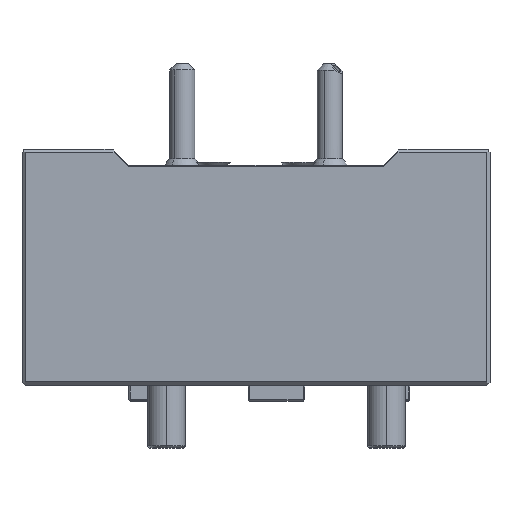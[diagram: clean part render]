
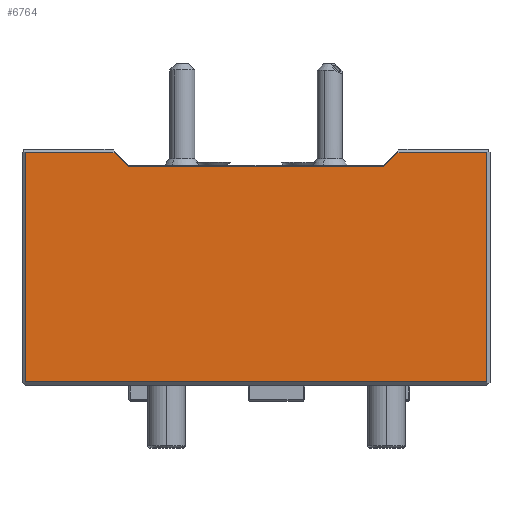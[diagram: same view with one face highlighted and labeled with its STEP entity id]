
A CAD part, top view. The second image highlights one B-rep face of the part: STEP entity #6764.
In plain terms, the highlighted planar face has unit normal (0, 0, 1).
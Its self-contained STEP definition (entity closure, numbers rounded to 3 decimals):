
#1303=DIRECTION('',(0.,-1.,0.));
#1304=VECTOR('',#1303,73.);
#1305=CARTESIAN_POINT('',(67.,74.,47.5));
#1306=LINE('',#1305,#1304);
#1307=DIRECTION('',(-1.,0.,0.));
#1308=VECTOR('',#1307,147.);
#1309=CARTESIAN_POINT('',(67.,1.,47.5));
#1310=LINE('',#1309,#1308);
#1311=DIRECTION('',(0.,-1.,0.));
#1312=VECTOR('',#1311,73.);
#1313=CARTESIAN_POINT('',(-80.,74.,47.5));
#1314=LINE('',#1313,#1312);
#1315=DIRECTION('',(1.,0.,0.));
#1316=VECTOR('',#1315,28.293);
#1317=CARTESIAN_POINT('',(-80.,74.,47.5));
#1318=LINE('',#1317,#1316);
#1319=DIRECTION('',(-0.707,0.707,0.));
#1320=VECTOR('',#1319,6.364);
#1321=CARTESIAN_POINT('',(-47.207,69.5,47.5));
#1322=LINE('',#1321,#1320);
#1323=DIRECTION('',(-1.,0.,0.));
#1324=VECTOR('',#1323,81.414);
#1325=CARTESIAN_POINT('',(34.207,69.5,47.5));
#1326=LINE('',#1325,#1324);
#1327=DIRECTION('',(-0.707,-0.707,0.));
#1328=VECTOR('',#1327,6.364);
#1329=CARTESIAN_POINT('',(38.707,74.,47.5));
#1330=LINE('',#1329,#1328);
#1331=DIRECTION('',(1.,0.,0.));
#1332=VECTOR('',#1331,28.293);
#1333=CARTESIAN_POINT('',(38.707,74.,47.5));
#1334=LINE('',#1333,#1332);
#4460=CARTESIAN_POINT('',(67.,74.,47.5));
#4462=VERTEX_POINT('',#4460);
#4556=CARTESIAN_POINT('',(-47.207,69.5,47.5));
#4558=VERTEX_POINT('',#4556);
#4559=CARTESIAN_POINT('',(67.,1.,47.5));
#4560=VERTEX_POINT('',#4559);
#4580=CARTESIAN_POINT('',(34.207,69.5,47.5));
#4582=VERTEX_POINT('',#4580);
#4587=CARTESIAN_POINT('',(-80.,74.,47.5));
#4588=VERTEX_POINT('',#4587);
#4589=CARTESIAN_POINT('',(-51.707,74.,47.5));
#4591=VERTEX_POINT('',#4589);
#4621=CARTESIAN_POINT('',(-80.,1.,47.5));
#4622=VERTEX_POINT('',#4621);
#4650=CARTESIAN_POINT('',(38.707,74.,47.5));
#4652=VERTEX_POINT('',#4650);
#6746=CARTESIAN_POINT('',(-81.,0.,47.5));
#6747=DIRECTION('',(0.,0.,1.));
#6748=DIRECTION('',(1.,0.,0.));
#6749=AXIS2_PLACEMENT_3D('',#6746,#6747,#6748);
#6750=PLANE('',#6749);
#6752=ORIENTED_EDGE('',*,*,#6751,.T.);
#6753=ORIENTED_EDGE('',*,*,#6733,.T.);
#6755=ORIENTED_EDGE('',*,*,#6754,.F.);
#6757=ORIENTED_EDGE('',*,*,#6756,.T.);
#6758=ORIENTED_EDGE('',*,*,#6060,.F.);
#6759=ORIENTED_EDGE('',*,*,#6078,.F.);
#6760=ORIENTED_EDGE('',*,*,#6142,.F.);
#6761=ORIENTED_EDGE('',*,*,#6160,.T.);
#6762=EDGE_LOOP('',(#6752,#6753,#6755,#6757,#6758,#6759,#6760,#6761));
#6763=FACE_OUTER_BOUND('',#6762,.F.);
#6060=EDGE_CURVE('',#4558,#4591,#1322,.T.);
#6078=EDGE_CURVE('',#4582,#4558,#1326,.T.);
#6142=EDGE_CURVE('',#4652,#4582,#1330,.T.);
#6160=EDGE_CURVE('',#4652,#4462,#1334,.T.);
#6733=EDGE_CURVE('',#4560,#4622,#1310,.T.);
#6751=EDGE_CURVE('',#4462,#4560,#1306,.T.);
#6754=EDGE_CURVE('',#4588,#4622,#1314,.T.);
#6756=EDGE_CURVE('',#4588,#4591,#1318,.T.);
#6764=ADVANCED_FACE('',(#6763),#6750,.T.);
